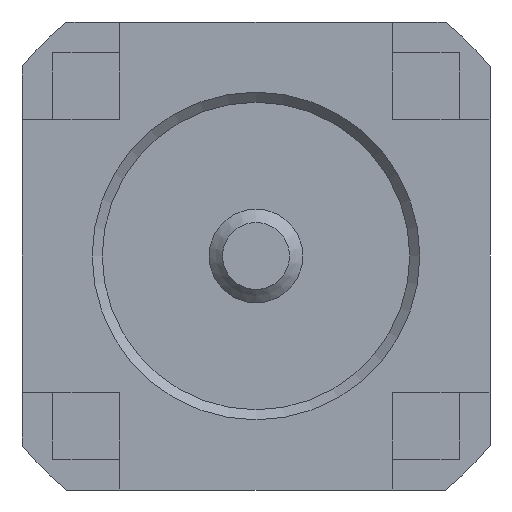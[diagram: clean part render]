
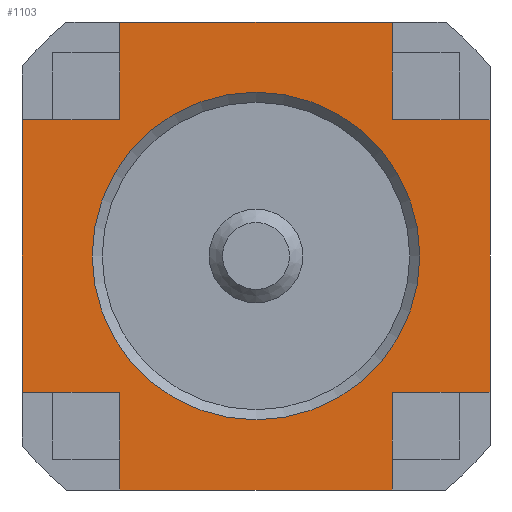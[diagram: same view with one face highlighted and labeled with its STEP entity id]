
A CAD part, front view. The second image highlights one B-rep face of the part: STEP entity #1103.
In plain terms, the highlighted planar face has unit normal (0, -1, 0).
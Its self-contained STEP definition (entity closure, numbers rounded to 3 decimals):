
#35=LINE('',#1634,#135);
#44=LINE('',#1653,#144);
#53=LINE('',#1672,#153);
#62=LINE('',#1691,#162);
#92=LINE('',#1796,#192);
#104=LINE('',#1819,#204);
#108=LINE('',#1827,#208);
#111=LINE('',#1833,#211);
#119=LINE('',#1848,#219);
#122=LINE('',#1854,#222);
#125=LINE('',#1858,#225);
#127=LINE('',#1861,#227);
#135=VECTOR('',#1279,1000.);
#144=VECTOR('',#1290,1000.);
#153=VECTOR('',#1301,1000.);
#162=VECTOR('',#1312,1000.);
#192=VECTOR('',#1430,1000.);
#204=VECTOR('',#1452,1000.);
#208=VECTOR('',#1458,1000.);
#211=VECTOR('',#1463,1000.);
#219=VECTOR('',#1477,1000.);
#222=VECTOR('',#1482,1000.);
#225=VECTOR('',#1487,1000.);
#227=VECTOR('',#1491,1000.);
#266=PLANE('',#1214);
#541=ORIENTED_EDGE('',*,*,#609,.F.);
#542=ORIENTED_EDGE('',*,*,#720,.F.);
#543=ORIENTED_EDGE('',*,*,#717,.F.);
#544=ORIENTED_EDGE('',*,*,#639,.F.);
#545=ORIENTED_EDGE('',*,*,#725,.F.);
#546=ORIENTED_EDGE('',*,*,#702,.F.);
#547=ORIENTED_EDGE('',*,*,#630,.F.);
#548=ORIENTED_EDGE('',*,*,#690,.F.);
#549=ORIENTED_EDGE('',*,*,#723,.F.);
#550=ORIENTED_EDGE('',*,*,#621,.F.);
#551=ORIENTED_EDGE('',*,*,#709,.F.);
#552=ORIENTED_EDGE('',*,*,#706,.F.);
#553=ORIENTED_EDGE('',*,*,#612,.F.);
#609=EDGE_CURVE('',#752,#752,#845,.T.);
#612=EDGE_CURVE('',#754,#756,#35,.T.);
#621=EDGE_CURVE('',#763,#765,#44,.T.);
#630=EDGE_CURVE('',#772,#774,#53,.T.);
#639=EDGE_CURVE('',#781,#783,#62,.T.);
#690=EDGE_CURVE('',#813,#772,#92,.T.);
#702=EDGE_CURVE('',#774,#820,#104,.T.);
#706=EDGE_CURVE('',#756,#823,#108,.T.);
#709=EDGE_CURVE('',#823,#763,#111,.T.);
#717=EDGE_CURVE('',#783,#829,#119,.T.);
#720=EDGE_CURVE('',#829,#754,#122,.T.);
#723=EDGE_CURVE('',#765,#813,#125,.T.);
#725=EDGE_CURVE('',#820,#781,#127,.T.);
#752=VERTEX_POINT('',#1627);
#754=VERTEX_POINT('',#1632);
#756=VERTEX_POINT('',#1635);
#763=VERTEX_POINT('',#1651);
#765=VERTEX_POINT('',#1654);
#772=VERTEX_POINT('',#1670);
#774=VERTEX_POINT('',#1673);
#781=VERTEX_POINT('',#1689);
#783=VERTEX_POINT('',#1692);
#813=VERTEX_POINT('',#1795);
#820=VERTEX_POINT('',#1820);
#823=VERTEX_POINT('',#1828);
#829=VERTEX_POINT('',#1849);
#845=CIRCLE('',#1145,1.225);
#939=EDGE_LOOP('',(#541));
#940=EDGE_LOOP('',(#542,#543,#544,#545,#546,#547,#548,#549,#550,#551,#552,
#553));
#1021=FACE_BOUND('',#939,.T.);
#1022=FACE_BOUND('',#940,.T.);
#1103=ADVANCED_FACE('',(#1021,#1022),#266,.F.);
#1145=AXIS2_PLACEMENT_3D('',#1626,#1272,#1273);
#1214=AXIS2_PLACEMENT_3D('',#1870,#1506,#1507);
#1272=DIRECTION('',(0.,-1.,0.));
#1273=DIRECTION('',(1.,0.,0.));
#1279=DIRECTION('',(0.,0.,1.));
#1290=DIRECTION('',(1.,0.,0.));
#1301=DIRECTION('',(0.,0.,-1.));
#1312=DIRECTION('',(-1.,0.,0.));
#1430=DIRECTION('',(1.,0.,0.));
#1452=DIRECTION('',(-1.,0.,0.));
#1458=DIRECTION('',(1.,0.,0.));
#1463=DIRECTION('',(0.,0.,1.));
#1477=DIRECTION('',(0.,0.,1.));
#1482=DIRECTION('',(-1.,0.,0.));
#1487=DIRECTION('',(0.,0.,-1.));
#1491=DIRECTION('',(0.,0.,-1.));
#1506=DIRECTION('',(0.,1.,0.));
#1507=DIRECTION('',(0.,0.,1.));
#1626=CARTESIAN_POINT('',(0.,0.69,0.));
#1627=CARTESIAN_POINT('',(1.225,0.69,0.));
#1632=CARTESIAN_POINT('',(-1.75,0.69,-1.02));
#1634=CARTESIAN_POINT('',(-1.75,0.69,-1.414));
#1635=CARTESIAN_POINT('',(-1.75,0.69,1.02));
#1651=CARTESIAN_POINT('',(-1.02,0.69,1.75));
#1653=CARTESIAN_POINT('',(-1.414,0.69,1.75));
#1654=CARTESIAN_POINT('',(1.02,0.69,1.75));
#1670=CARTESIAN_POINT('',(1.75,0.69,1.02));
#1672=CARTESIAN_POINT('',(1.75,0.69,1.414));
#1673=CARTESIAN_POINT('',(1.75,0.69,-1.02));
#1689=CARTESIAN_POINT('',(1.02,0.69,-1.75));
#1691=CARTESIAN_POINT('',(1.414,0.69,-1.75));
#1692=CARTESIAN_POINT('',(-1.02,0.69,-1.75));
#1795=CARTESIAN_POINT('',(1.02,0.69,1.02));
#1796=CARTESIAN_POINT('',(1.02,0.69,1.02));
#1819=CARTESIAN_POINT('',(2.006,0.69,-1.02));
#1820=CARTESIAN_POINT('',(1.02,0.69,-1.02));
#1827=CARTESIAN_POINT('',(-2.006,0.69,1.02));
#1828=CARTESIAN_POINT('',(-1.02,0.69,1.02));
#1833=CARTESIAN_POINT('',(-1.02,0.69,1.02));
#1848=CARTESIAN_POINT('',(-1.02,0.69,-2.006));
#1849=CARTESIAN_POINT('',(-1.02,0.69,-1.02));
#1854=CARTESIAN_POINT('',(-1.02,0.69,-1.02));
#1858=CARTESIAN_POINT('',(1.02,0.69,2.006));
#1861=CARTESIAN_POINT('',(1.02,0.69,-1.02));
#1870=CARTESIAN_POINT('',(0.,0.69,0.));
